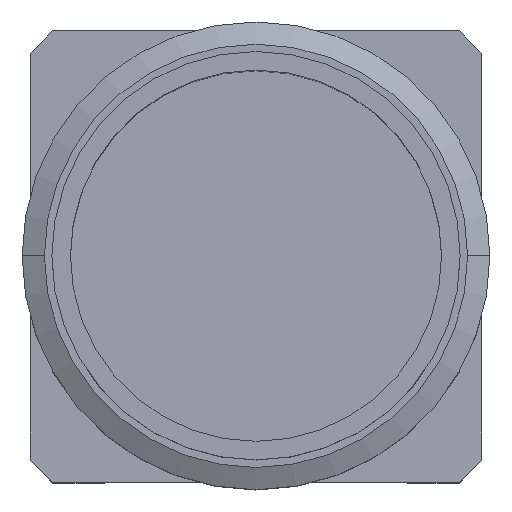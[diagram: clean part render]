
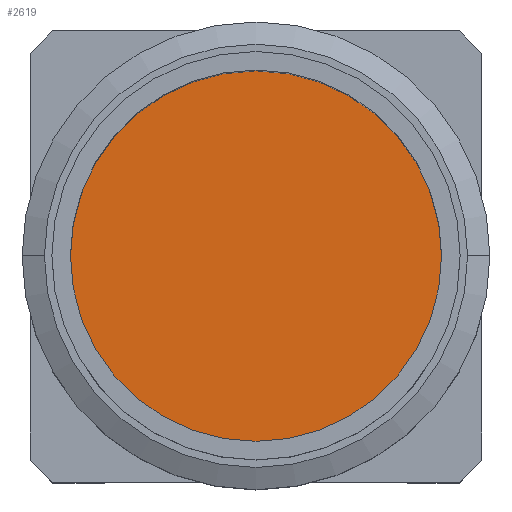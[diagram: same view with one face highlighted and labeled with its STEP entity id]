
A CAD part, top view. The second image highlights one B-rep face of the part: STEP entity #2619.
In plain terms, the highlighted planar face has unit normal (0, 0, 1).
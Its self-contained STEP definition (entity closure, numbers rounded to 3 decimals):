
#1273=CARTESIAN_POINT('',(0.,0.,2.5));
#1274=DIRECTION('',(0.,0.,1.));
#1275=DIRECTION('',(1.,0.,0.));
#1276=AXIS2_PLACEMENT_3D('',#1273,#1274,#1275);
#1281=CARTESIAN_POINT('',(0.,0.,2.5));
#1282=DIRECTION('',(0.,0.,1.));
#1283=DIRECTION('',(-1.,0.,0.));
#1284=AXIS2_PLACEMENT_3D('',#1281,#1282,#1283);
#1488=CARTESIAN_POINT('',(2.5,0.,2.5));
#1489=CARTESIAN_POINT('',(-2.5,0.,2.5));
#1490=VERTEX_POINT('',#1488);
#1491=VERTEX_POINT('',#1489);
#2610=CARTESIAN_POINT('',(-3.04,-3.04,2.5));
#2611=DIRECTION('',(0.,0.,1.));
#2612=DIRECTION('',(1.,0.,0.));
#2613=AXIS2_PLACEMENT_3D('',#2610,#2611,#2612);
#2614=PLANE('',#2613);
#2615=ORIENTED_EDGE('',*,*,#2590,.F.);
#2616=ORIENTED_EDGE('',*,*,#2604,.F.);
#2617=EDGE_LOOP('',(#2615,#2616));
#2618=FACE_OUTER_BOUND('',#2617,.F.);
#2619=ADVANCED_FACE('',(#2618),#2614,.T.);
#1277=CIRCLE('',#1276,2.5);
#1285=CIRCLE('',#1284,2.5);
#2590=EDGE_CURVE('',#1490,#1491,#1277,.T.);
#2604=EDGE_CURVE('',#1491,#1490,#1285,.T.);
